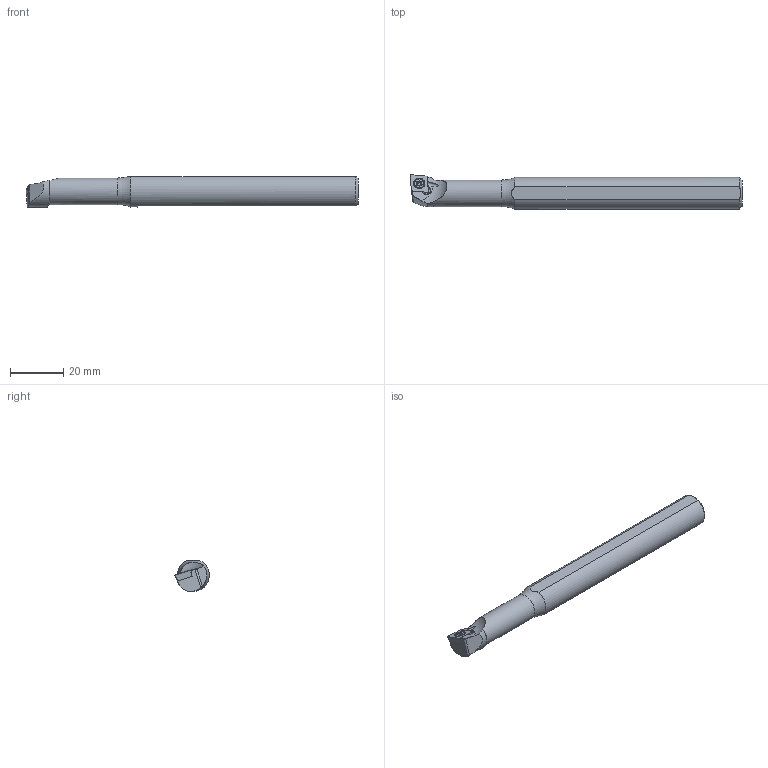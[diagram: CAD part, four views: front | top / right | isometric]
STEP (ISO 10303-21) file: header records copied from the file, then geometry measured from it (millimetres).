
FILE_DESCRIPTION((''),'2;1');
FILE_NAME('AH1012K SCLCL 06.STP','2017-04-13T11:21:21',(''),(''),'STEP Write','Mastercam X ... CNC Software, Inc.','');
FILE_SCHEMA(('CONFIG_CONTROL_DESIGN'));
Length unit declared in the file: millimetre
Bounding box: 124.98 x 13 x 11.53 mm (x, y, z)
Surface area: 6158.1 mm2 (no closed solid volume)
Topology: 0 solids, 106 shells, 106 faces, 556 edges, 594 vertices
Faces by surface type: plane 40, cylinder 38, torus 11, cone 9, bspline 8
Full cylindrical faces by diameter (mm): 1.5 x1, 2.45 x1, 2.8 x1, 3.5 x1, 3.8 x1, 4 x1, 10 x1
Entity records: 7195 total; most frequent: CARTESIAN_POINT 2967, VERTEX_POINT 928, DIRECTION 758, EDGE_CURVE 464, ORIENTED_EDGE 464, VECTOR 264, LINE 264, AXIS2_PLACEMENT_3D 247
